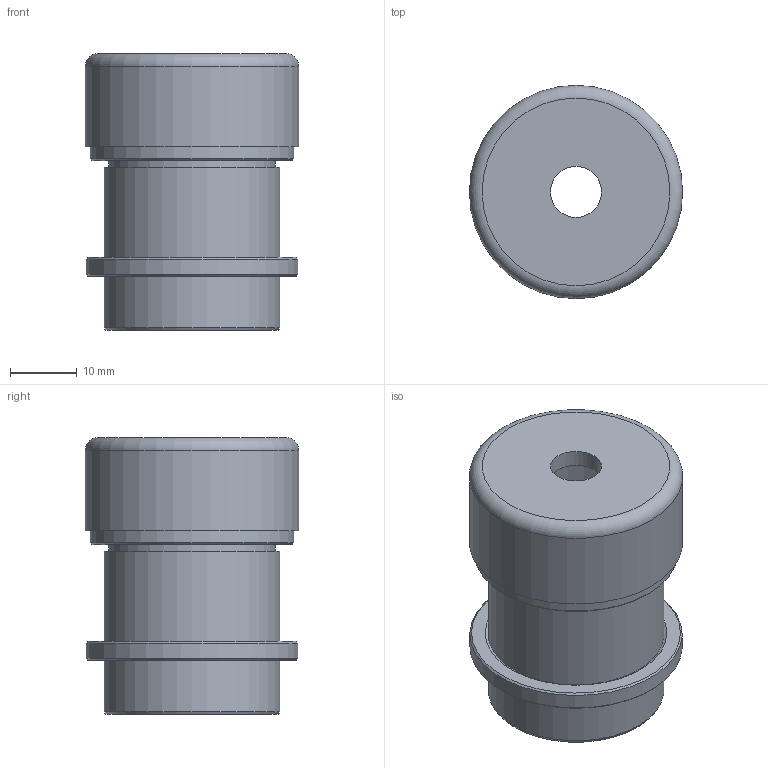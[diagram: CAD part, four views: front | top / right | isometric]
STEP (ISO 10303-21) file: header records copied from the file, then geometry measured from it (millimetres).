
FILE_DESCRIPTION(/* description */ (''),/* implementation_level */ '2;1');
FILE_NAME(/* name */ 'Lens Tube - Small (SM1V10).step',/* time_stamp */ '2024-06-17T21:07:47-04:00',/* author */ (''),/* organization */ (''),/* preprocessor_version */ 'ST-DEVELOPER v20',/* originating_system */ 'Autodesk Translation Framework v12.20.1.177',/* authorisation */ '');
FILE_SCHEMA (('AUTOMOTIVE_DESIGN { 1 0 10303 214 3 1 1 }'));
Length unit declared in the file: inch
Products named in the file (2): Lens Tube - Small (SM1V10); Centeral Cover
Assembly tree (1 placements, depth 2):
  Lens Tube - Small (SM1V10)
    Centeral Cover
Bounding box: 31.88 x 31.88 x 41.4 mm (x, y, z)
Volume: 8115.2 mm3; surface area: 12584.1 mm2
Topology: 4 solids, 4 shells, 286 faces, 750 edges, 498 vertices
Faces by surface type: bspline 141, plane 116, cone 15, cylinder 13, torus 1
Full cylindrical faces by diameter (mm): 7.62 x1, 22.911 x1, 24.13 x1, 24.892 x1, 26.289 x4, 27.686 x1, 30.48 x1, 30.58 x1, 31.75 x1, 31.88 x1
Entity records: 11793 total; most frequent: CARTESIAN_POINT 5120, ORIENTED_EDGE 1500, DIRECTION 921, EDGE_CURVE 750, VERTEX_POINT 498, LINE 411, VECTOR 411, EDGE_LOOP 320
